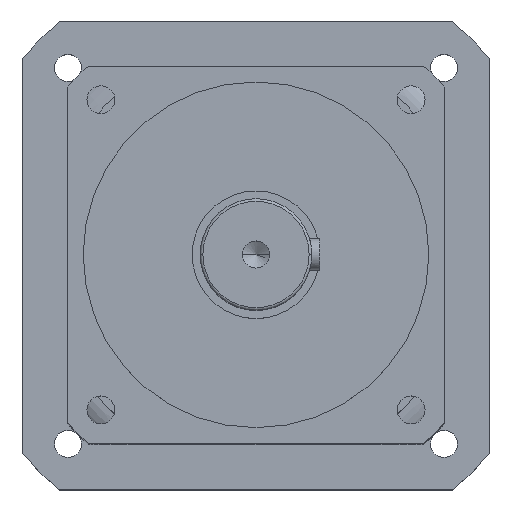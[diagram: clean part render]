
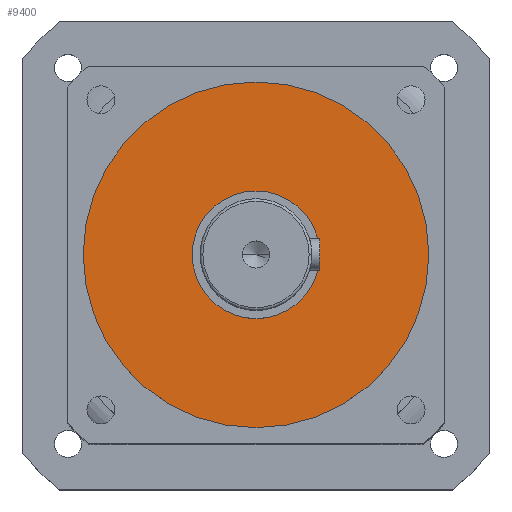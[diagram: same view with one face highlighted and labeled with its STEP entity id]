
A CAD part, top view. The second image highlights one B-rep face of the part: STEP entity #9400.
In plain terms, the highlighted planar face has unit normal (0, 0, 1).
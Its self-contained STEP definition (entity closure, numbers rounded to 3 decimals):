
#305 = DIRECTION ( 'NONE',  ( -1., 0., 0. ) ) ;
#327 = DIRECTION ( 'NONE',  ( 0., 0., 1. ) ) ;
#363 = DIRECTION ( 'NONE',  ( 1., 0., 0. ) ) ;
#819 = CIRCLE ( 'NONE', #2376, 24. ) ;
#820 = EDGE_CURVE ( 'NONE', #5349, #3805, #1715, .T. ) ;
#986 = ORIENTED_EDGE ( 'NONE', *, *, #4336, .F. ) ;
#1011 = CARTESIAN_POINT ( 'NONE',  ( 0., 0., -70. ) ) ;
#1255 = ORIENTED_EDGE ( 'NONE', *, *, #6406, .T. ) ;
#1355 = CARTESIAN_POINT ( 'NONE',  ( 24., 0., -70. ) ) ;
#1715 = CIRCLE ( 'NONE', #4714, 24. ) ;
#1820 = DIRECTION ( 'NONE',  ( 1., 0., 0. ) ) ;
#2110 = CARTESIAN_POINT ( 'NONE',  ( 0., 0., -70. ) ) ;
#2376 = AXIS2_PLACEMENT_3D ( 'NONE', #2110, #7642, #2884 ) ;
#2461 = FACE_BOUND ( 'NONE', #8779, .T. ) ;
#2617 = AXIS2_PLACEMENT_3D ( 'NONE', #7447, #5118, #305 ) ;
#2727 = CARTESIAN_POINT ( 'NONE',  ( 65., 0., -70. ) ) ;
#2858 = DIRECTION ( 'NONE',  ( 0., 0., 1. ) ) ;
#2884 = DIRECTION ( 'NONE',  ( 1., 0., 0. ) ) ;
#3805 = VERTEX_POINT ( 'NONE', #5442 ) ;
#4016 = CIRCLE ( 'NONE', #6443, 65. ) ;
#4071 = EDGE_LOOP ( 'NONE', ( #1255, #7242 ) ) ;
#4336 = EDGE_CURVE ( 'NONE', #3805, #5349, #819, .T. ) ;
#4714 = AXIS2_PLACEMENT_3D ( 'NONE', #10004, #327, #363 ) ;
#4727 = EDGE_CURVE ( 'NONE', #5957, #9433, #10094, .T. ) ;
#5118 = DIRECTION ( 'NONE',  ( 0., 0., -1. ) ) ;
#5349 = VERTEX_POINT ( 'NONE', #1355 ) ;
#5442 = CARTESIAN_POINT ( 'NONE',  ( -24., 0., -70. ) ) ;
#5957 = VERTEX_POINT ( 'NONE', #6930 ) ;
#6406 = EDGE_CURVE ( 'NONE', #9433, #5957, #4016, .T. ) ;
#6443 = AXIS2_PLACEMENT_3D ( 'NONE', #7610, #2858, #8391 ) ;
#6456 = FACE_OUTER_BOUND ( 'NONE', #4071, .T. ) ;
#6571 = DIRECTION ( 'NONE',  ( 0., 0., 1. ) ) ;
#6930 = CARTESIAN_POINT ( 'NONE',  ( -65., 0., -70. ) ) ;
#7242 = ORIENTED_EDGE ( 'NONE', *, *, #4727, .T. ) ;
#7447 = CARTESIAN_POINT ( 'NONE',  ( 0., 65., -70. ) ) ;
#7610 = CARTESIAN_POINT ( 'NONE',  ( 0., 0., -70. ) ) ;
#7642 = DIRECTION ( 'NONE',  ( 0., 0., 1. ) ) ;
#7728 = AXIS2_PLACEMENT_3D ( 'NONE', #1011, #6571, #1820 ) ;
#8391 = DIRECTION ( 'NONE',  ( 1., 0., 0. ) ) ;
#8779 = EDGE_LOOP ( 'NONE', ( #8957, #986 ) ) ;
#8957 = ORIENTED_EDGE ( 'NONE', *, *, #820, .F. ) ;
#9012 = PLANE ( 'NONE',  #2617 ) ;
#9400 = ADVANCED_FACE ( 'NONE', ( #2461, #6456 ), #9012, .F. ) ;
#9433 = VERTEX_POINT ( 'NONE', #2727 ) ;
#10004 = CARTESIAN_POINT ( 'NONE',  ( 0., 0., -70. ) ) ;
#10094 = CIRCLE ( 'NONE', #7728, 65. ) ;
